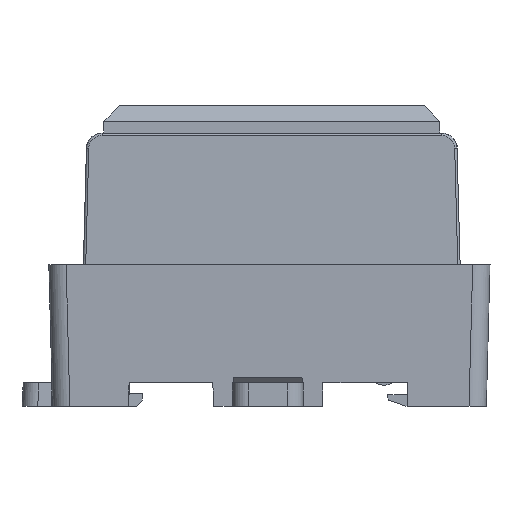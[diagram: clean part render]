
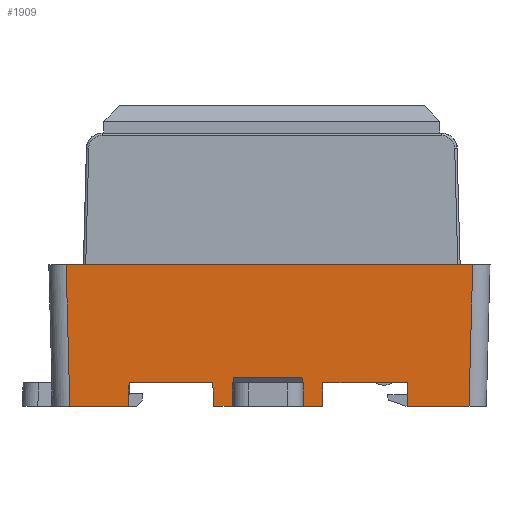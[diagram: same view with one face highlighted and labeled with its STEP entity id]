
A CAD part, left-side view. The second image highlights one B-rep face of the part: STEP entity #1909.
In plain terms, the highlighted planar face has unit normal (-1, 0, -0.026).
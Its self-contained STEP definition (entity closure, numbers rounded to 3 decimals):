
#1282=FACE_OUTER_BOUND('',#3524,.T.);
#1909=ADVANCED_FACE('',(#1282),#2557,.T.);
#2557=PLANE('',#13555);
#3524=EDGE_LOOP('',(#4980,#4981,#4982,#4983,#4984,#4985,#4986,#4987,#4988,
#4989,#4990,#4991,#4992,#4993,#4994,#4995));
#4980=ORIENTED_EDGE('',*,*,#9274,.F.);
#4981=ORIENTED_EDGE('',*,*,#9257,.T.);
#4982=ORIENTED_EDGE('',*,*,#9278,.T.);
#4983=ORIENTED_EDGE('',*,*,#8907,.T.);
#4984=ORIENTED_EDGE('',*,*,#9103,.T.);
#4985=ORIENTED_EDGE('',*,*,#9148,.T.);
#4986=ORIENTED_EDGE('',*,*,#9285,.T.);
#4987=ORIENTED_EDGE('',*,*,#9131,.F.);
#4988=ORIENTED_EDGE('',*,*,#9288,.T.);
#4989=ORIENTED_EDGE('',*,*,#9074,.T.);
#4990=ORIENTED_EDGE('',*,*,#9159,.F.);
#4991=ORIENTED_EDGE('',*,*,#8917,.T.);
#4992=ORIENTED_EDGE('',*,*,#9267,.F.);
#4993=ORIENTED_EDGE('',*,*,#9253,.T.);
#4994=ORIENTED_EDGE('',*,*,#9271,.F.);
#4995=ORIENTED_EDGE('',*,*,#9273,.T.);
#7761=VERTEX_POINT('',#17864);
#7762=VERTEX_POINT('',#17866);
#7771=VERTEX_POINT('',#17884);
#7772=VERTEX_POINT('',#17886);
#7896=VERTEX_POINT('',#18198);
#7897=VERTEX_POINT('',#18200);
#7916=VERTEX_POINT('',#18257);
#7941=VERTEX_POINT('',#18315);
#7942=VERTEX_POINT('',#18317);
#7951=VERTEX_POINT('',#18344);
#8008=VERTEX_POINT('',#18549);
#8010=VERTEX_POINT('',#18554);
#8013=VERTEX_POINT('',#18562);
#8014=VERTEX_POINT('',#18564);
#8019=VERTEX_POINT('',#18589);
#8020=VERTEX_POINT('',#18593);
#8907=EDGE_CURVE('',#7762,#7761,#10600,.T.);
#8917=EDGE_CURVE('',#7772,#7771,#10608,.T.);
#9074=EDGE_CURVE('',#7897,#7896,#10760,.T.);
#9103=EDGE_CURVE('',#7761,#7916,#10780,.T.);
#9131=EDGE_CURVE('',#7941,#7942,#10807,.T.);
#9148=EDGE_CURVE('',#7916,#7951,#10820,.T.);
#9159=EDGE_CURVE('',#7772,#7896,#10830,.T.);
#9253=EDGE_CURVE('',#8008,#8010,#10919,.T.);
#9257=EDGE_CURVE('',#8014,#8013,#10922,.T.);
#9267=EDGE_CURVE('',#8008,#7771,#10932,.T.);
#9271=EDGE_CURVE('',#8019,#8010,#10936,.T.);
#9273=EDGE_CURVE('',#8019,#8020,#10938,.T.);
#9274=EDGE_CURVE('',#8014,#8020,#10939,.T.);
#9278=EDGE_CURVE('',#8013,#7762,#10943,.T.);
#9285=EDGE_CURVE('',#7951,#7942,#10948,.T.);
#9288=EDGE_CURVE('',#7941,#7897,#10951,.T.);
#10600=LINE('',#17865,#12065);
#10608=LINE('',#17885,#12073);
#10760=LINE('',#18199,#12225);
#10780=LINE('',#18256,#12245);
#10807=LINE('',#18316,#12272);
#10820=LINE('',#18345,#12285);
#10830=LINE('',#18364,#12295);
#10919=LINE('',#18555,#12384);
#10922=LINE('',#18563,#12387);
#10932=LINE('',#18582,#12397);
#10936=LINE('',#18590,#12401);
#10938=LINE('',#18594,#12403);
#10939=LINE('',#18596,#12404);
#10943=LINE('',#18603,#12408);
#10948=LINE('',#18617,#12413);
#10951=LINE('',#18624,#12416);
#12065=VECTOR('',#14415,1.);
#12073=VECTOR('',#14427,1.);
#12225=VECTOR('',#14653,1.);
#12245=VECTOR('',#14709,1.);
#12272=VECTOR('',#14750,1.);
#12285=VECTOR('',#14775,1.);
#12295=VECTOR('',#14793,1.);
#12384=VECTOR('',#14978,1.);
#12387=VECTOR('',#14985,1.);
#12397=VECTOR('',#15003,1.);
#12401=VECTOR('',#15013,1.);
#12403=VECTOR('',#15017,1.);
#12404=VECTOR('',#15020,1.);
#12408=VECTOR('',#15030,1.);
#12413=VECTOR('',#15053,1.);
#12416=VECTOR('',#15064,1.);
#13555=AXIS2_PLACEMENT_3D('',#18626,#15067,#15068);
#14415=DIRECTION('',(0.,-1.,0.));
#14427=DIRECTION('',(0.,-1.,0.));
#14653=DIRECTION('',(0.,-1.,0.));
#14709=DIRECTION('',(0.026,-0.017,-1.));
#14750=DIRECTION('',(0.,-1.,0.));
#14775=DIRECTION('',(0.,-1.,0.));
#14793=DIRECTION('',(0.026,0.017,-1.));
#14978=DIRECTION('',(0.,-1.,0.));
#14985=DIRECTION('',(0.,-1.,0.));
#15003=DIRECTION('',(-0.026,0.035,0.999));
#15013=DIRECTION('',(0.026,0.009,-1.));
#15017=DIRECTION('',(0.,-1.,0.));
#15020=DIRECTION('',(-0.026,0.009,1.));
#15030=DIRECTION('',(-0.026,-0.035,0.999));
#15053=DIRECTION('',(-0.026,-0.026,0.999));
#15064=DIRECTION('',(0.026,-0.026,-0.999));
#15067=DIRECTION('',(-1.,0.,-0.026));
#15068=DIRECTION('',(-0.026,0.,1.));
#17864=CARTESIAN_POINT('',(112.943,-17.55,-30.25));
#17865=CARTESIAN_POINT('',(112.943,0.2,-30.25));
#17866=CARTESIAN_POINT('',(112.943,-6.8,-30.25));
#17884=CARTESIAN_POINT('',(112.943,7.2,-30.25));
#17885=CARTESIAN_POINT('',(112.943,0.2,-30.25));
#17886=CARTESIAN_POINT('',(112.943,17.85,-30.25));
#18198=CARTESIAN_POINT('',(113.021,17.902,-33.25));
#18199=CARTESIAN_POINT('',(113.021,0.2,-33.25));
#18200=CARTESIAN_POINT('',(113.021,25.379,-33.25));
#18256=CARTESIAN_POINT('',(112.542,-17.283,-14.956));
#18257=CARTESIAN_POINT('',(113.021,-17.602,-33.25));
#18315=CARTESIAN_POINT('',(112.55,25.851,-15.25));
#18316=CARTESIAN_POINT('',(112.55,-0.3,-15.25));
#18317=CARTESIAN_POINT('',(112.55,-25.851,-15.25));
#18344=CARTESIAN_POINT('',(113.021,-25.379,-33.25));
#18345=CARTESIAN_POINT('',(113.021,-0.3,-33.25));
#18364=CARTESIAN_POINT('',(112.974,17.871,-31.454));
#18549=CARTESIAN_POINT('',(113.021,7.095,-33.25));
#18554=CARTESIAN_POINT('',(113.021,4.576,-33.25));
#18555=CARTESIAN_POINT('',(113.021,0.2,-33.25));
#18562=CARTESIAN_POINT('',(113.021,-6.695,-33.25));
#18563=CARTESIAN_POINT('',(113.021,0.2,-33.25));
#18564=CARTESIAN_POINT('',(113.021,-4.176,-33.25));
#18582=CARTESIAN_POINT('',(112.974,7.158,-31.452));
#18589=CARTESIAN_POINT('',(112.924,4.544,-29.524));
#18590=CARTESIAN_POINT('',(112.549,4.419,-15.211));
#18593=CARTESIAN_POINT('',(112.924,-4.144,-29.524));
#18594=CARTESIAN_POINT('',(112.924,-209.245,-29.524));
#18596=CARTESIAN_POINT('',(112.549,-4.019,-15.22));
#18603=CARTESIAN_POINT('',(112.556,-7.315,-15.497));
#18617=CARTESIAN_POINT('',(112.567,-25.833,-15.91));
#18624=CARTESIAN_POINT('',(112.567,25.833,-15.91));
#18626=CARTESIAN_POINT('',(112.55,-0.3,-15.253));
